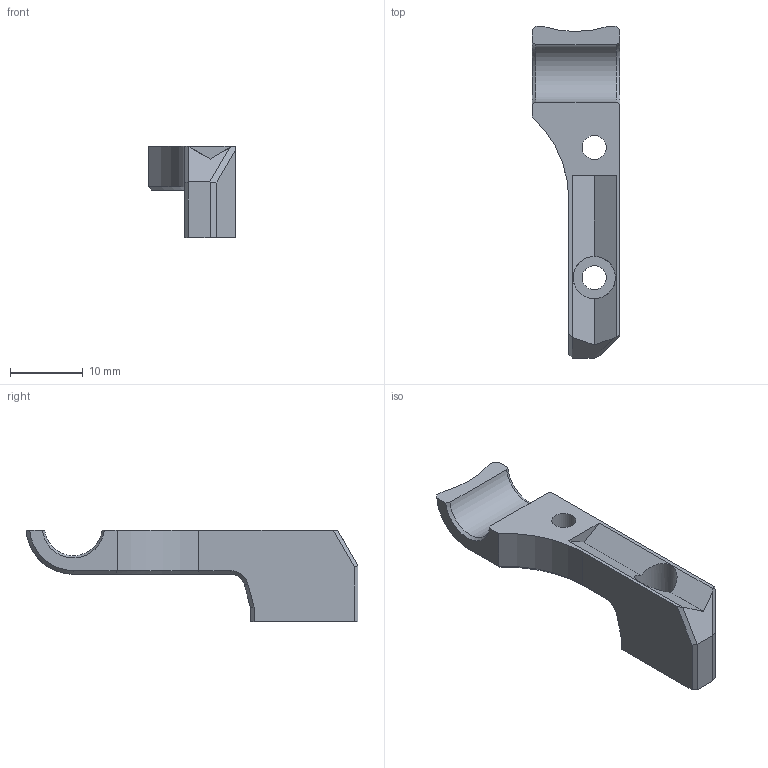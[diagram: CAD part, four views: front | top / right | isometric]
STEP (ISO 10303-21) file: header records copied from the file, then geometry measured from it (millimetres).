
FILE_DESCRIPTION(/* description */ (''),/* implementation_level */ '2;1');
FILE_NAME(/* name */ 'MINI-minda-holder.stp',/* time_stamp */ '2019',/* author */ ('Robert Turinsky'),/* organization */ (''),/* preprocessor_version */ 'ST-DEVELOPER v17.2',/* originating_system */ 'Autodesk Inventor 2019',/* authorisation */ '');
FILE_SCHEMA (('AUTOMOTIVE_DESIGN { 1 0 10303 214 3 1 1 }'));
Length unit declared in the file: millimetre
Products named in the file (1): pinda-holder_mirrored
Bounding box: 12 x 45.48 x 12.5 mm (x, y, z)
Volume: 2194 mm3; surface area: 1825.6 mm2
Topology: 1 solids, 1 shells, 50 faces, 136 edges, 88 vertices
Faces by surface type: plane 34, cylinder 9, cone 6, torus 1
Full cylindrical faces by diameter (mm): 3.3 x2, 5.8 x1
Entity records: 1691 total; most frequent: CARTESIAN_POINT 334, ORIENTED_EDGE 272, DIRECTION 254, EDGE_CURVE 136, LINE 94, VECTOR 94, VERTEX_POINT 88, AXIS2_PLACEMENT_3D 80
